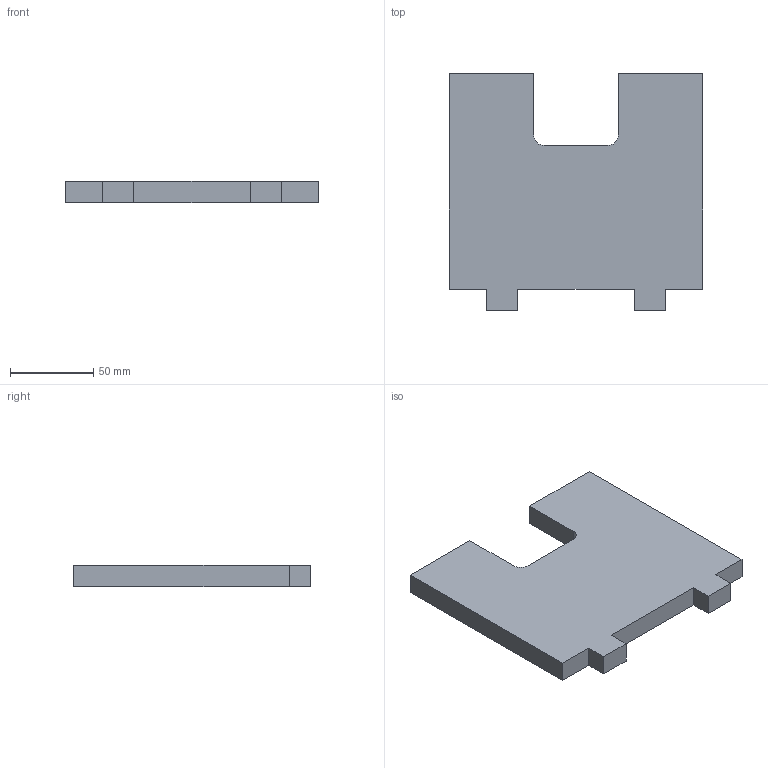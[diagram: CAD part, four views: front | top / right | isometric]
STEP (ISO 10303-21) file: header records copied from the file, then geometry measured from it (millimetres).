
FILE_DESCRIPTION(('HOOPS Exchange Step'),'2;1');
FILE_NAME('831598c4ab71e3d51cce602383decfcd20200328-3386-1li14x2.sldprt.step','2020-03-28T05:26:31+00:00',('converter2'),('Unknown organisation'),'HOOPS Exchange 2019.2','HOOPS Exchange','Unknown authorisation');
FILE_SCHEMA( ('AUTOMOTIVE_DESIGN { 1 0 10303 214 1 1 1 1 }') );
Length unit declared in the file: inch
Products named in the file (2): Default; 831598c4ab71e3d51cce602383decfcd20200328-3386-1li14x2
Assembly tree (1 placements, depth 2):
  831598c4ab71e3d51cce602383decfcd20200328-3386-1li14x2
    Default
Bounding box: 152.4 x 142.24 x 12.7 mm (x, y, z)
Volume: 229229 mm3; surface area: 44933 mm2
Topology: 1 solids, 1 shells, 20 faces, 54 edges, 36 vertices
Faces by surface type: plane 18, cylinder 2
Entity records: 675 total; most frequent: CARTESIAN_POINT 113, ORIENTED_EDGE 108, DIRECTION 104, EDGE_CURVE 54, VECTOR 50, LINE 50, VERTEX_POINT 36, AXIS2_PLACEMENT_3D 27
